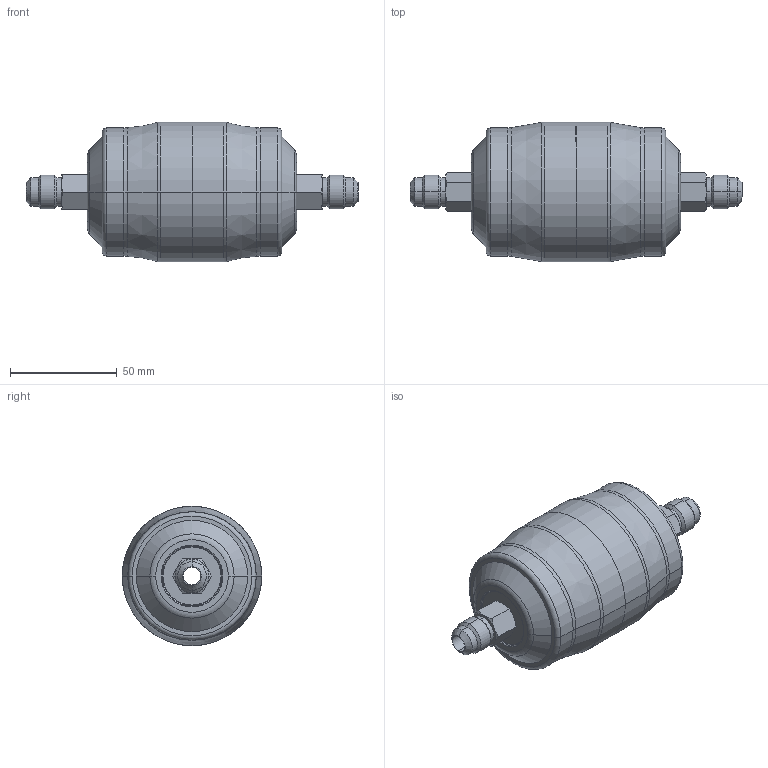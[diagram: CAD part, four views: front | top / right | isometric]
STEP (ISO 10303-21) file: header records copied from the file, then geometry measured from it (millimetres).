
FILE_DESCRIPTION (( 'STEP AP203' ), '1' );
FILE_NAME ('SDXB-083.STEP', '2024-01-23T07:54:25', ( '' ), ( '' ), 'SwSTEP 2.0', 'SolidWorks 2022', '' );
FILE_SCHEMA (( 'CONFIG_CONTROL_DESIGN' ));
Length unit declared in the file: millimetre
Products named in the file (4): 745-3000-083; 738-3000-082; 966-03-12-032 ; SDXB-083
Assembly tree (4 placements, depth 3):
  SDXB-083
    745-3000-083  x2
      738-3000-082
      966-03-12-032 
Bounding box: 155.6 x 65.5 x 65.5 mm (x, y, z)
Volume: 41763.3 mm3; surface area: 50411.9 mm2
Topology: 4 solids, 4 shells, 196 faces, 400 edges, 228 vertices
Faces by surface type: torus 56, cone 56, cylinder 48, plane 36
Entity records: 3116 total; most frequent: CARTESIAN_POINT 556, DIRECTION 518, ORIENTED_EDGE 400, AXIS2_PLACEMENT_3D 236, EDGE_CURVE 200, CIRCLE 130, VERTEX_POINT 114, EDGE_LOOP 110
